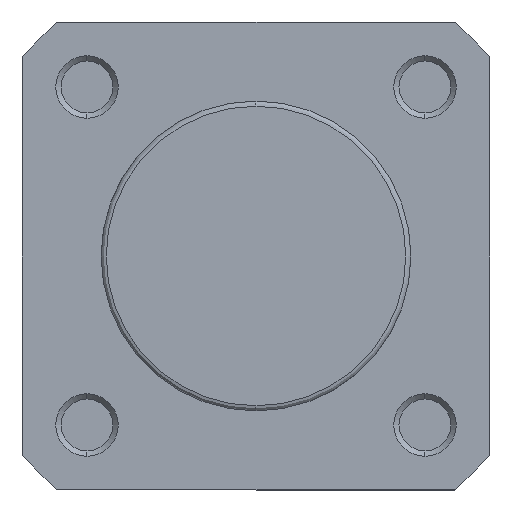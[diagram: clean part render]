
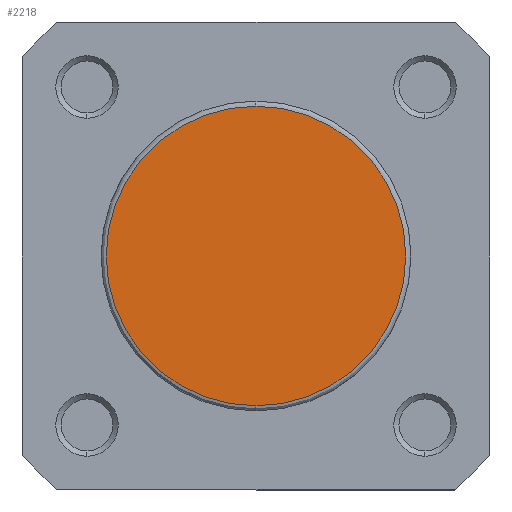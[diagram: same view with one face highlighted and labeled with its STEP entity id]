
A CAD part, left-side view. The second image highlights one B-rep face of the part: STEP entity #2218.
In plain terms, the highlighted planar face has unit normal (-1, 0, 0).
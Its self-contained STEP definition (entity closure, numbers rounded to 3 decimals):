
#45 = EDGE_LOOP ( 'NONE', ( #856, #855 ) ) ;
#855 = ORIENTED_EDGE ( 'NONE', *, *, #3682, .T. ) ;
#856 = ORIENTED_EDGE ( 'NONE', *, *, #3621, .T. ) ;
#1438 = FACE_OUTER_BOUND ( 'NONE', #45, .T. ) ;
#1715 = CIRCLE ( 'NONE', #4077, 14.4 ) ;
#1807 = CIRCLE ( 'NONE', #4109, 14.4 ) ;
#2218 = ADVANCED_FACE ( 'NONE', ( #1438 ), #5512, .T. ) ;
#2647 = CARTESIAN_POINT ( 'NONE',  ( 0., 0., 0. ) ) ;
#2648 = DIRECTION ( 'NONE',  ( -1., 0., 0. ) ) ;
#2649 = DIRECTION ( 'NONE',  ( 0., 0., 1. ) ) ;
#2797 = CARTESIAN_POINT ( 'NONE',  ( 0., 0., 0. ) ) ;
#2802 = DIRECTION ( 'NONE',  ( -1., 0., 0. ) ) ;
#2803 = DIRECTION ( 'NONE',  ( 0., 0., 1. ) ) ;
#3314 = CARTESIAN_POINT ( 'NONE',  ( 0., 0., -14.4 ) ) ;
#3360 = CARTESIAN_POINT ( 'NONE',  ( 0., 0., 14.4 ) ) ;
#3621 = EDGE_CURVE ( 'NONE', #4635, #4598, #1715, .T. ) ;
#3682 = EDGE_CURVE ( 'NONE', #4598, #4635, #1807, .T. ) ;
#3980 = AXIS2_PLACEMENT_3D ( 'NONE', #5511, #5513, #5514 ) ;
#4077 = AXIS2_PLACEMENT_3D ( 'NONE', #2647, #2648, #2649 ) ;
#4109 = AXIS2_PLACEMENT_3D ( 'NONE', #2797, #2802, #2803 ) ;
#4598 = VERTEX_POINT ( 'NONE', #3314 ) ;
#4635 = VERTEX_POINT ( 'NONE', #3360 ) ;
#5511 = CARTESIAN_POINT ( 'NONE',  ( 0., -14.9, 0. ) ) ;
#5512 = PLANE ( 'NONE',  #3980 ) ;
#5513 = DIRECTION ( 'NONE',  ( -1., 0., 0. ) ) ;
#5514 = DIRECTION ( 'NONE',  ( 0., 0., 1. ) ) ;
